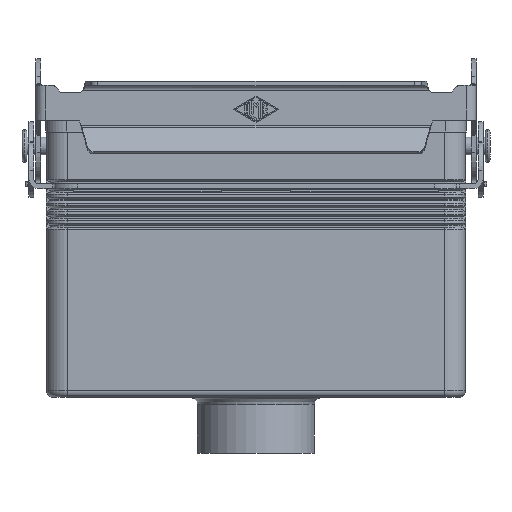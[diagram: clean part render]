
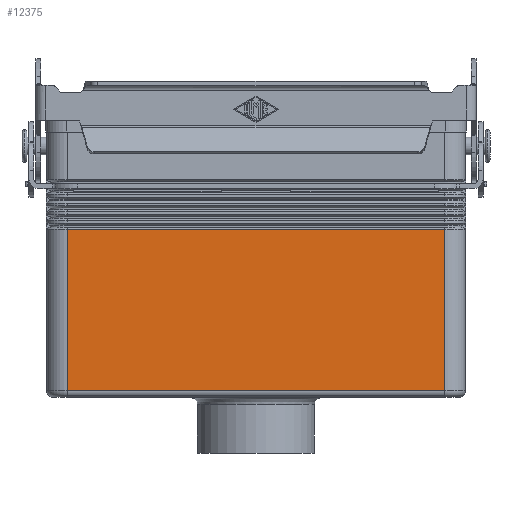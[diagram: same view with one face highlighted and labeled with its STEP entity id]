
A CAD part, front view. The second image highlights one B-rep face of the part: STEP entity #12375.
In plain terms, the highlighted planar face has unit normal (0, -1, 0).
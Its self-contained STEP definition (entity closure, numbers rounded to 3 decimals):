
#9244=CARTESIAN_POINT('',(54.0,-21.75,-23.827));
#9245=VERTEX_POINT('',#9244);
#9277=CARTESIAN_POINT('',(-54.0,-21.75,-23.827));
#9278=VERTEX_POINT('',#9277);
#9279=CARTESIAN_POINT('',(54.0,-21.75,-23.827));
#9280=DIRECTION('',(-1.0,0.0,0.0));
#9281=VECTOR('',#9280,108.0);
#9282=LINE('',#9279,#9281);
#9283=EDGE_CURVE('',#9245,#9278,#9282,.T.);
#12234=CARTESIAN_POINT('',(54.,-21.75,-70.));
#12235=VERTEX_POINT('',#12234);
#12236=CARTESIAN_POINT('',(54.0,-21.75,-23.827));
#12237=DIRECTION('',(0.0,0.0,-1.0));
#12238=VECTOR('',#12237,46.173);
#12239=LINE('',#12236,#12238);
#12240=EDGE_CURVE('',#9245,#12235,#12239,.T.);
#12352=CARTESIAN_POINT('',(-54.,-21.75,9.0));
#12353=DIRECTION('',(0.0,-1.0,0.0));
#12354=DIRECTION('',(0.0,0.0,-1.0));
#12355=AXIS2_PLACEMENT_3D('',#12352,#12353,#12354);
#12356=PLANE('',#12355);
#12357=ORIENTED_EDGE('',*,*,#9283,.T.);
#12358=CARTESIAN_POINT('',(-54.,-21.75,-70.));
#12359=VERTEX_POINT('',#12358);
#12360=CARTESIAN_POINT('',(-54.0,-21.75,-23.827));
#12361=DIRECTION('',(0.0,0.0,-1.0));
#12362=VECTOR('',#12361,46.173);
#12363=LINE('',#12360,#12362);
#12364=EDGE_CURVE('',#9278,#12359,#12363,.T.);
#12365=ORIENTED_EDGE('',*,*,#12364,.T.);
#12366=CARTESIAN_POINT('',(54.,-21.75,-70.));
#12367=DIRECTION('',(-1.0,0.0,0.0));
#12368=VECTOR('',#12367,108.);
#12369=LINE('',#12366,#12368);
#12370=EDGE_CURVE('',#12235,#12359,#12369,.T.);
#12371=ORIENTED_EDGE('',*,*,#12370,.F.);
#12372=ORIENTED_EDGE('',*,*,#12240,.F.);
#12373=EDGE_LOOP('',(#12357,#12365,#12371,#12372));
#12374=FACE_OUTER_BOUND('',#12373,.T.);
#12375=ADVANCED_FACE('',(#12374),#12356,.T.);
